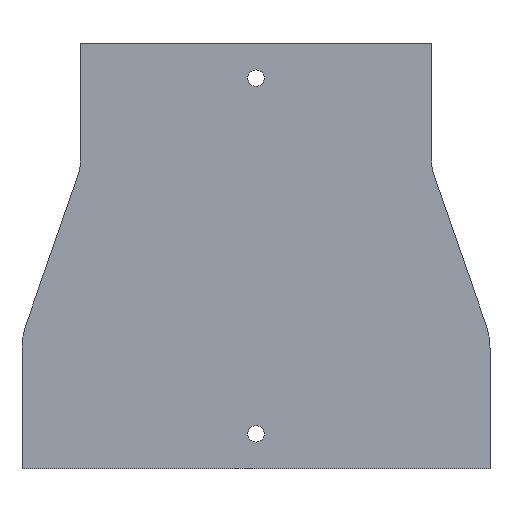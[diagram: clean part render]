
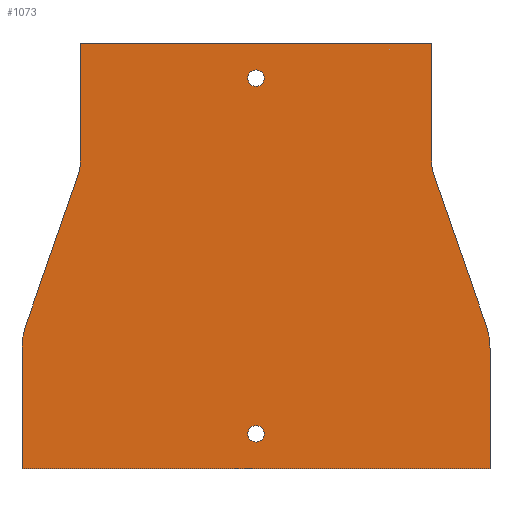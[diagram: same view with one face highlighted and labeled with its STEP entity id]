
A CAD part, front view. The second image highlights one B-rep face of the part: STEP entity #1073.
In plain terms, the highlighted planar face has unit normal (0, -1, 0).
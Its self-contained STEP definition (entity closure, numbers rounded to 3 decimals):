
#15 = CIRCLE ( 'NONE', #1430, 20. ) ;
#18 = VERTEX_POINT ( 'NONE', #514 ) ;
#26 = VERTEX_POINT ( 'NONE', #513 ) ;
#32 = VERTEX_POINT ( 'NONE', #518 ) ;
#45 = VERTEX_POINT ( 'NONE', #374 ) ;
#55 = VECTOR ( 'NONE', #548, 1000. ) ;
#61 = VECTOR ( 'NONE', #391, 1000. ) ;
#63 = VERTEX_POINT ( 'NONE', #527 ) ;
#65 = LINE ( 'NONE', #456, #127 ) ;
#75 = LINE ( 'NONE', #170, #61 ) ;
#80 = LINE ( 'NONE', #502, #55 ) ;
#94 = VERTEX_POINT ( 'NONE', #259 ) ;
#98 = VERTEX_POINT ( 'NONE', #295 ) ;
#99 = VERTEX_POINT ( 'NONE', #297 ) ;
#102 = VERTEX_POINT ( 'NONE', #307 ) ;
#104 = VERTEX_POINT ( 'NONE', #483 ) ;
#111 = VERTEX_POINT ( 'NONE', #440 ) ;
#114 = VERTEX_POINT ( 'NONE', #363 ) ;
#126 = CIRCLE ( 'NONE', #1432, 30. ) ;
#127 = VECTOR ( 'NONE', #452, 1000. ) ;
#128 = CIRCLE ( 'NONE', #1433, 30. ) ;
#130 = CIRCLE ( 'NONE', #1431, 20. ) ;
#170 = CARTESIAN_POINT ( 'NONE',  ( 75., 0., 0. ) ) ;
#259 = CARTESIAN_POINT ( 'NONE',  ( -76.107, 0., -56.5 ) ) ;
#295 = CARTESIAN_POINT ( 'NONE',  ( -100., 0., -130.373 ) ) ;
#297 = CARTESIAN_POINT ( 'NONE',  ( -98.34, 0., -120.533 ) ) ;
#307 = CARTESIAN_POINT ( 'NONE',  ( -75., 0., 0. ) ) ;
#317 = DIRECTION ( 'NONE',  ( 0., 1., 0. ) ) ;
#321 = DIRECTION ( 'NONE',  ( 0., 0., 1. ) ) ;
#323 = PLANE ( 'NONE',  #759 ) ;
#363 = CARTESIAN_POINT ( 'NONE',  ( 75., 0., -49.94 ) ) ;
#369 = DIRECTION ( 'NONE',  ( 0., 1., 0. ) ) ;
#370 = CARTESIAN_POINT ( 'NONE',  ( 70., 0., -130.373 ) ) ;
#372 = CARTESIAN_POINT ( 'NONE',  ( 95., 0., -49.94 ) ) ;
#374 = CARTESIAN_POINT ( 'NONE',  ( 76.107, 0., -56.5 ) ) ;
#385 = DIRECTION ( 'NONE',  ( 0., 0., -1. ) ) ;
#386 = DIRECTION ( 'NONE',  ( 0., -1., 0. ) ) ;
#391 = DIRECTION ( 'NONE',  ( 0., 0., -1. ) ) ;
#396 = DIRECTION ( 'NONE',  ( 0., 0., 1. ) ) ;
#397 = DIRECTION ( 'NONE',  ( 0., 1., 0. ) ) ;
#398 = CARTESIAN_POINT ( 'NONE',  ( -70., 0., -130.373 ) ) ;
#440 = CARTESIAN_POINT ( 'NONE',  ( -100., 0., -182. ) ) ;
#452 = DIRECTION ( 'NONE',  ( -1., 0., 0. ) ) ;
#456 = CARTESIAN_POINT ( 'NONE',  ( -100., 0., -182. ) ) ;
#467 = CARTESIAN_POINT ( 'NONE',  ( -95., 0., -49.94 ) ) ;
#483 = CARTESIAN_POINT ( 'NONE',  ( 100., 0., -182. ) ) ;
#484 = DIRECTION ( 'NONE',  ( 0., 0., 1. ) ) ;
#502 = CARTESIAN_POINT ( 'NONE',  ( 76.107, 0., -56.5 ) ) ;
#503 = CARTESIAN_POINT ( 'NONE',  ( -100., 0., -130.373 ) ) ;
#513 = CARTESIAN_POINT ( 'NONE',  ( 98.34, 0., -120.533 ) ) ;
#514 = CARTESIAN_POINT ( 'NONE',  ( 75., 0., 0. ) ) ;
#518 = CARTESIAN_POINT ( 'NONE',  ( -75., 0., -49.94 ) ) ;
#521 = DIRECTION ( 'NONE',  ( 0., -1., 0. ) ) ;
#522 = CARTESIAN_POINT ( 'NONE',  ( -95., 0., -49.94 ) ) ;
#527 = CARTESIAN_POINT ( 'NONE',  ( 100., 0., -130.373 ) ) ;
#530 = DIRECTION ( 'NONE',  ( 0., 0., -1. ) ) ;
#538 = DIRECTION ( 'NONE',  ( 0., 0., 1. ) ) ;
#548 = DIRECTION ( 'NONE',  ( 0.328, 0., -0.945 ) ) ;
#565 = AXIS2_PLACEMENT_3D ( 'NONE', #1522, #1536, #1535 ) ;
#566 = AXIS2_PLACEMENT_3D ( 'NONE', #715, #732, #727 ) ;
#611 = EDGE_CURVE ( 'NONE', #45, #26, #80, .T. ) ;
#613 = EDGE_CURVE ( 'NONE', #18, #114, #75, .T. ) ;
#620 = EDGE_CURVE ( 'NONE', #104, #111, #65, .T. ) ;
#622 = EDGE_CURVE ( 'NONE', #98, #99, #128, .T. ) ;
#623 = EDGE_CURVE ( 'NONE', #26, #63, #126, .T. ) ;
#624 = EDGE_CURVE ( 'NONE', #114, #45, #130, .T. ) ;
#628 = EDGE_CURVE ( 'NONE', #94, #32, #15, .T. ) ;
#633 = EDGE_CURVE ( 'NONE', #111, #98, #1409, .T. ) ;
#693 = DIRECTION ( 'NONE',  ( 1., 0., 0. ) ) ;
#700 = DIRECTION ( 'NONE',  ( 0., 0., -1. ) ) ;
#704 = CARTESIAN_POINT ( 'NONE',  ( 100., 0., -130.373 ) ) ;
#715 = CARTESIAN_POINT ( 'NONE',  ( 0., 0., -15. ) ) ;
#727 = DIRECTION ( 'NONE',  ( 0., 0., -1. ) ) ;
#732 = DIRECTION ( 'NONE',  ( 0., -1., 0. ) ) ;
#733 = CARTESIAN_POINT ( 'NONE',  ( -75., 0., 0. ) ) ;
#742 = CARTESIAN_POINT ( 'NONE',  ( -75., 0., 0. ) ) ;
#749 = DIRECTION ( 'NONE',  ( 0., 0., 1. ) ) ;
#759 = AXIS2_PLACEMENT_3D ( 'NONE', #467, #317, #321 ) ;
#859 = ORIENTED_EDGE ( 'NONE', *, *, #622, .F. ) ;
#860 = ORIENTED_EDGE ( 'NONE', *, *, #1491, .F. ) ;
#861 = ORIENTED_EDGE ( 'NONE', *, *, #628, .F. ) ;
#862 = ORIENTED_EDGE ( 'NONE', *, *, #1466, .F. ) ;
#863 = ORIENTED_EDGE ( 'NONE', *, *, #1476, .F. ) ;
#864 = ORIENTED_EDGE ( 'NONE', *, *, #613, .F. ) ;
#865 = ORIENTED_EDGE ( 'NONE', *, *, #624, .F. ) ;
#866 = ORIENTED_EDGE ( 'NONE', *, *, #611, .F. ) ;
#867 = ORIENTED_EDGE ( 'NONE', *, *, #623, .F. ) ;
#868 = ORIENTED_EDGE ( 'NONE', *, *, #1486, .F. ) ;
#869 = ORIENTED_EDGE ( 'NONE', *, *, #620, .F. ) ;
#870 = ORIENTED_EDGE ( 'NONE', *, *, #633, .F. ) ;
#871 = ORIENTED_EDGE ( 'NONE', *, *, #1487, .F. ) ;
#872 = ORIENTED_EDGE ( 'NONE', *, *, #1489, .F. ) ;
#997 = EDGE_LOOP ( 'NONE', ( #870, #869, #868, #867, #866, #865, #864, #863, #862, #861, #860, #859 ) ) ;
#1008 = EDGE_LOOP ( 'NONE', ( #871 ) ) ;
#1025 = EDGE_LOOP ( 'NONE', ( #872 ) ) ;
#1073 = ADVANCED_FACE ( 'NONE', ( #1328, #1325, #1336 ), #323, .F. ) ;
#1118 = CARTESIAN_POINT ( 'NONE',  ( 0., 0., -170.5 ) ) ;
#1119 = CARTESIAN_POINT ( 'NONE',  ( 0., 0., -18.5 ) ) ;
#1158 = VERTEX_POINT ( 'NONE', #1118 ) ;
#1159 = VERTEX_POINT ( 'NONE', #1119 ) ;
#1183 = VECTOR ( 'NONE', #1531, 1000. ) ;
#1187 = LINE ( 'NONE', #1508, #1183 ) ;
#1189 = CIRCLE ( 'NONE', #565, 3.5 ) ;
#1190 = VECTOR ( 'NONE', #700, 1000. ) ;
#1191 = CIRCLE ( 'NONE', #566, 3.5 ) ;
#1193 = LINE ( 'NONE', #704, #1190 ) ;
#1207 = VECTOR ( 'NONE', #693, 1000. ) ;
#1210 = LINE ( 'NONE', #742, #1207 ) ;
#1226 = VECTOR ( 'NONE', #749, 1000. ) ;
#1228 = LINE ( 'NONE', #733, #1226 ) ;
#1325 = FACE_BOUND ( 'NONE', #1008, .T. ) ;
#1328 = FACE_BOUND ( 'NONE', #1025, .T. ) ;
#1336 = FACE_OUTER_BOUND ( 'NONE', #997, .T. ) ;
#1406 = VECTOR ( 'NONE', #538, 1000. ) ;
#1409 = LINE ( 'NONE', #503, #1406 ) ;
#1430 = AXIS2_PLACEMENT_3D ( 'NONE', #522, #521, #484 ) ;
#1431 = AXIS2_PLACEMENT_3D ( 'NONE', #372, #386, #385 ) ;
#1432 = AXIS2_PLACEMENT_3D ( 'NONE', #370, #369, #530 ) ;
#1433 = AXIS2_PLACEMENT_3D ( 'NONE', #398, #397, #396 ) ;
#1466 = EDGE_CURVE ( 'NONE', #32, #102, #1228, .T. ) ;
#1476 = EDGE_CURVE ( 'NONE', #102, #18, #1210, .T. ) ;
#1486 = EDGE_CURVE ( 'NONE', #63, #104, #1193, .T. ) ;
#1487 = EDGE_CURVE ( 'NONE', #1159, #1159, #1191, .T. ) ;
#1489 = EDGE_CURVE ( 'NONE', #1158, #1158, #1189, .T. ) ;
#1491 = EDGE_CURVE ( 'NONE', #99, #94, #1187, .T. ) ;
#1508 = CARTESIAN_POINT ( 'NONE',  ( -76.107, 0., -56.5 ) ) ;
#1522 = CARTESIAN_POINT ( 'NONE',  ( 0., 0., -167. ) ) ;
#1531 = DIRECTION ( 'NONE',  ( 0.328, 0., 0.945 ) ) ;
#1535 = DIRECTION ( 'NONE',  ( 0., 0., -1. ) ) ;
#1536 = DIRECTION ( 'NONE',  ( 0., -1., 0. ) ) ;
